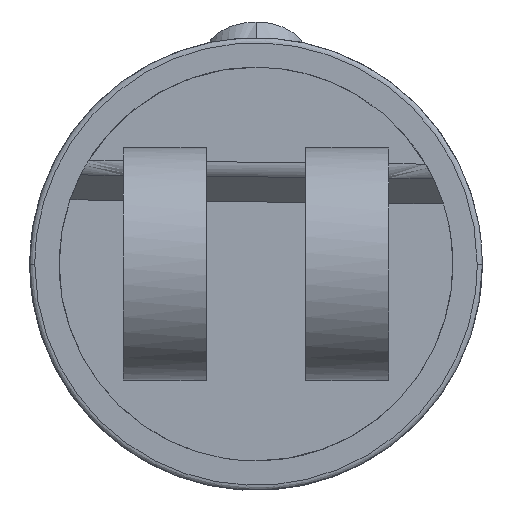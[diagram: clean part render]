
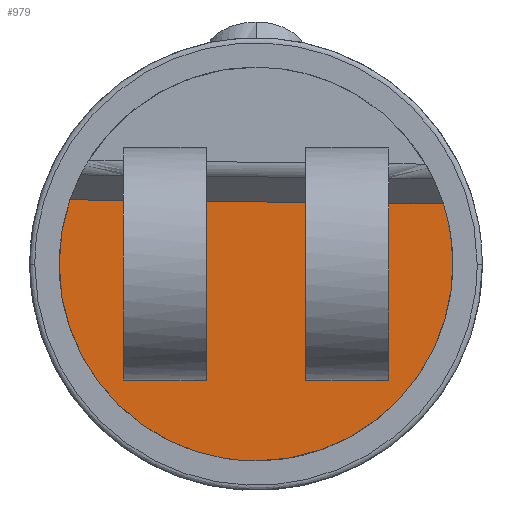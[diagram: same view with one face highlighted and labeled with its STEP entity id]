
A CAD part, front view. The second image highlights one B-rep face of the part: STEP entity #979.
In plain terms, the highlighted free-form (B-spline) face has degree [1, 1] with [2, 2] control points.
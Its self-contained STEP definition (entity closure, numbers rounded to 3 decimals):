
#471 = EDGE_CURVE('',#472,#474,#476,.T.);
#472 = VERTEX_POINT('',#473);
#473 = CARTESIAN_POINT('',(901.989,1126.652,
    1837.132));
#474 = VERTEX_POINT('',#475);
#475 = CARTESIAN_POINT('',(927.776,1126.652,
    1872.475));
#476 = ( BOUNDED_CURVE() B_SPLINE_CURVE(2,(#477,#478,#479),
.UNSPECIFIED.,.F.,.F.) B_SPLINE_CURVE_WITH_KNOTS((3,3),(0.,
1.881),.PIECEWISE_BEZIER_KNOTS.) CURVE() 
GEOMETRIC_REPRESENTATION_ITEM() RATIONAL_B_SPLINE_CURVE((1.,
0.589,1.)) REPRESENTATION_ITEM('') );
#477 = CARTESIAN_POINT('',(901.989,1126.652,
    1837.132));
#478 = CARTESIAN_POINT('',(939.102,1126.652,
    1837.132));
#479 = CARTESIAN_POINT('',(927.776,1126.652,
    1872.475));
#979 = ADVANCED_FACE('',(#980),#1052,.T.);
#980 = FACE_BOUND('',#981,.T.);
#981 = EDGE_LOOP('',(#982,#989,#996,#1003,#1010,#1017,#1024,#1031,#1038,
    #1045,#1051));
#982 = ORIENTED_EDGE('',*,*,#983,.T.);
#983 = EDGE_CURVE('',#474,#984,#986,.T.);
#984 = VERTEX_POINT('',#985);
#985 = CARTESIAN_POINT('',(920.231,1126.652,
    1872.559));
#986 = B_SPLINE_CURVE_WITH_KNOTS('',1,(#987,#988),.UNSPECIFIED.,.F.,.F.,
  (2,2),(-18.028,-12.734),.PIECEWISE_BEZIER_KNOTS.);
#987 = CARTESIAN_POINT('',(927.776,1126.652,
    1872.475));
#988 = CARTESIAN_POINT('',(920.231,1126.652,
    1872.559));
#989 = ORIENTED_EDGE('',*,*,#990,.F.);
#990 = EDGE_CURVE('',#991,#984,#993,.T.);
#991 = VERTEX_POINT('',#992);
#992 = CARTESIAN_POINT('',(920.231,1126.652,
    1848.177));
#993 = B_SPLINE_CURVE_WITH_KNOTS('',1,(#994,#995),.UNSPECIFIED.,.F.,.F.,
  (2,2),(-22.5,-5.392),.PIECEWISE_BEZIER_KNOTS.);
#994 = CARTESIAN_POINT('',(920.231,1126.652,
    1848.177));
#995 = CARTESIAN_POINT('',(920.231,1126.652,
    1872.559));
#996 = ORIENTED_EDGE('',*,*,#997,.F.);
#997 = EDGE_CURVE('',#998,#991,#1000,.T.);
#998 = VERTEX_POINT('',#999);
#999 = CARTESIAN_POINT('',(908.83,1126.652,
    1848.177));
#1000 = B_SPLINE_CURVE_WITH_KNOTS('',1,(#1001,#1002),.UNSPECIFIED.,.F.,
  .F.,(2,2),(-8.,0.),.PIECEWISE_BEZIER_KNOTS.);
#1001 = CARTESIAN_POINT('',(908.83,1126.652,
    1848.177));
#1002 = CARTESIAN_POINT('',(920.231,1126.652,
    1848.177));
#1003 = ORIENTED_EDGE('',*,*,#1004,.F.);
#1004 = EDGE_CURVE('',#1005,#998,#1007,.T.);
#1005 = VERTEX_POINT('',#1006);
#1006 = CARTESIAN_POINT('',(908.83,1126.652,
    1872.686));
#1007 = B_SPLINE_CURVE_WITH_KNOTS('',1,(#1008,#1009),.UNSPECIFIED.,.F.,
  .F.,(2,2),(5.303,22.5),.PIECEWISE_BEZIER_KNOTS.);
#1008 = CARTESIAN_POINT('',(908.83,1126.652,
    1872.686));
#1009 = CARTESIAN_POINT('',(908.83,1126.652,
    1848.177));
#1010 = ORIENTED_EDGE('',*,*,#1011,.T.);
#1011 = EDGE_CURVE('',#1005,#1012,#1014,.T.);
#1012 = VERTEX_POINT('',#1013);
#1013 = CARTESIAN_POINT('',(895.148,1126.652,
    1872.839));
#1014 = B_SPLINE_CURVE_WITH_KNOTS('',1,(#1015,#1016),.UNSPECIFIED.,.F.,
  .F.,(2,2),(-4.733,4.867),.PIECEWISE_BEZIER_KNOTS.);
#1015 = CARTESIAN_POINT('',(908.83,1126.652,
    1872.686));
#1016 = CARTESIAN_POINT('',(895.148,1126.652,
    1872.839));
#1017 = ORIENTED_EDGE('',*,*,#1018,.F.);
#1018 = EDGE_CURVE('',#1019,#1012,#1021,.T.);
#1019 = VERTEX_POINT('',#1020);
#1020 = CARTESIAN_POINT('',(895.148,1126.652,
    1848.177));
#1021 = B_SPLINE_CURVE_WITH_KNOTS('',1,(#1022,#1023),.UNSPECIFIED.,.F.,
  .F.,(2,2),(-22.5,-5.196),.PIECEWISE_BEZIER_KNOTS.);
#1022 = CARTESIAN_POINT('',(895.148,1126.652,
    1848.177));
#1023 = CARTESIAN_POINT('',(895.148,1126.652,
    1872.839));
#1024 = ORIENTED_EDGE('',*,*,#1025,.F.);
#1025 = EDGE_CURVE('',#1026,#1019,#1028,.T.);
#1026 = VERTEX_POINT('',#1027);
#1027 = CARTESIAN_POINT('',(883.746,1126.652,
    1848.177));
#1028 = B_SPLINE_CURVE_WITH_KNOTS('',1,(#1029,#1030),.UNSPECIFIED.,.F.,
  .F.,(2,2),(0.,8.),.PIECEWISE_BEZIER_KNOTS.);
#1029 = CARTESIAN_POINT('',(883.746,1126.652,
    1848.177));
#1030 = CARTESIAN_POINT('',(895.148,1126.652,
    1848.177));
#1031 = ORIENTED_EDGE('',*,*,#1032,.F.);
#1032 = EDGE_CURVE('',#1033,#1026,#1035,.T.);
#1033 = VERTEX_POINT('',#1034);
#1034 = CARTESIAN_POINT('',(883.746,1126.652,
    1872.966));
#1035 = B_SPLINE_CURVE_WITH_KNOTS('',1,(#1036,#1037),.UNSPECIFIED.,.F.,
  .F.,(2,2),(5.107,22.5),.PIECEWISE_BEZIER_KNOTS.);
#1036 = CARTESIAN_POINT('',(883.746,1126.652,
    1872.966));
#1037 = CARTESIAN_POINT('',(883.746,1126.652,
    1848.177));
#1038 = ORIENTED_EDGE('',*,*,#1039,.T.);
#1039 = EDGE_CURVE('',#1033,#1040,#1042,.T.);
#1040 = VERTEX_POINT('',#1041);
#1041 = CARTESIAN_POINT('',(876.393,1126.652,
    1873.048));
#1042 = B_SPLINE_CURVE_WITH_KNOTS('',1,(#1043,#1044),.UNSPECIFIED.,.F.,
  .F.,(2,2),(12.868,18.028),.PIECEWISE_BEZIER_KNOTS.);
#1043 = CARTESIAN_POINT('',(883.746,1126.652,
    1872.966));
#1044 = CARTESIAN_POINT('',(876.393,1126.652,
    1873.048));
#1045 = ORIENTED_EDGE('',*,*,#1046,.T.);
#1046 = EDGE_CURVE('',#1040,#472,#1047,.T.);
#1047 = ( BOUNDED_CURVE() B_SPLINE_CURVE(2,(#1048,#1049,#1050),
.UNSPECIFIED.,.F.,.F.) B_SPLINE_CURVE_WITH_KNOTS((3,3),(4.38,
6.283),.PIECEWISE_BEZIER_KNOTS.) CURVE() 
GEOMETRIC_REPRESENTATION_ITEM() RATIONAL_B_SPLINE_CURVE((1.,
0.58,1.)) REPRESENTATION_ITEM('') );
#1048 = CARTESIAN_POINT('',(876.393,1126.652,
    1873.048));
#1049 = CARTESIAN_POINT('',(863.992,1126.652,
    1837.132));
#1050 = CARTESIAN_POINT('',(901.989,1126.652,
    1837.132));
#1051 = ORIENTED_EDGE('',*,*,#471,.T.);
#1052 = B_SPLINE_SURFACE_WITH_KNOTS('',1,1,(
    (#1053,#1054)
    ,(#1055,#1056
    )),.UNSPECIFIED.,.F.,.F.,.F.,(2,2),(2,2),(-6.201,19.),(-19.
    ,19.),.PIECEWISE_BEZIER_KNOTS.);
#1053 = CARTESIAN_POINT('',(874.91,1126.652,
    1873.048));
#1054 = CARTESIAN_POINT('',(929.067,1126.652,
    1873.048));
#1055 = CARTESIAN_POINT('',(874.91,1126.652,
    1837.132));
#1056 = CARTESIAN_POINT('',(929.067,1126.652,
    1837.132));
